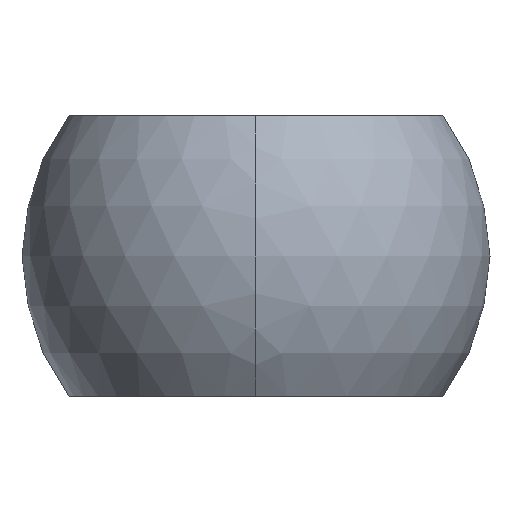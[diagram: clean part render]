
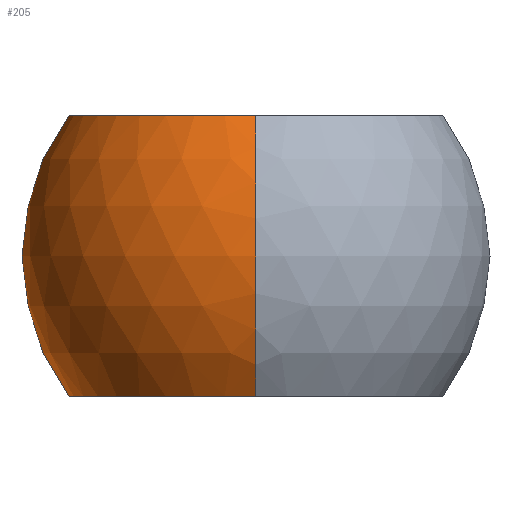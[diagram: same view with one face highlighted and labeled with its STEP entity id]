
A CAD part, left-side view. The second image highlights one B-rep face of the part: STEP entity #205.
In plain terms, the highlighted spherical face has radius 10 mm.
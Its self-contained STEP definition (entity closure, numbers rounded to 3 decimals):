
#167=VERTEX_POINT('',#361);
#179=VERTEX_POINT('',#376);
#187=EDGE_CURVE('',#179,#263,#385,.T.);
#201=EDGE_CURVE('',#167,#179,#401,.T.);
#205=ADVANCED_FACE('',(#406),#407,.T.);
#211=VERTEX_POINT('',#414);
#259=EDGE_CURVE('',#263,#211,#466,.T.);
#263=VERTEX_POINT('',#470);
#275=EDGE_CURVE('',#211,#167,#483,.T.);
#361=CARTESIAN_POINT('',(-8.0,0.,6.0));
#376=CARTESIAN_POINT('',(-8.0,0.,-6.0));
#385=CIRCLE('',#603,8.0);
#401=CIRCLE('',#626,10.0);
#406=FACE_OUTER_BOUND('',#631,.T.);
#407=SPHERICAL_SURFACE('',#632,10.0);
#414=CARTESIAN_POINT('',(7.66,2.308,6.0));
#466=CIRCLE('',#766,6.429);
#470=CARTESIAN_POINT('',(7.66,2.308,-6.0));
#483=CIRCLE('',#786,8.0);
#603=AXIS2_PLACEMENT_3D('',#912,#913,#914);
#626=AXIS2_PLACEMENT_3D('',#934,#935,#936);
#631=EDGE_LOOP('',(#946,#947,#948,#949));
#632=AXIS2_PLACEMENT_3D('',#950,#951,#952);
#766=AXIS2_PLACEMENT_3D('',#1015,#1016,#1017);
#786=AXIS2_PLACEMENT_3D('',#1033,#1034,#1035);
#912=CARTESIAN_POINT('',(0.0,0.0,-6.0));
#913=DIRECTION('',(-0.0,-0.0,-1.0));
#914=DIRECTION('',(0.0,-1.0,0.0));
#934=CARTESIAN_POINT('',(0.0,0.0,0.0));
#935=DIRECTION('',(0.,-1.0,0.0));
#936=DIRECTION('',(0.0,0.0,1.0));
#946=ORIENTED_EDGE('',*,*,#201,.F.);
#947=ORIENTED_EDGE('',*,*,#275,.F.);
#948=ORIENTED_EDGE('',*,*,#259,.F.);
#949=ORIENTED_EDGE('',*,*,#187,.F.);
#950=CARTESIAN_POINT('',(0.0,0.0,0.0));
#951=DIRECTION('',(0.0,0.0,1.0));
#952=DIRECTION('',(1.0,0.0,0.0));
#1015=CARTESIAN_POINT('',(7.66,0.0,0.0));
#1016=DIRECTION('',(1.0,0.0,0.0));
#1017=DIRECTION('',(0.0,1.0,0.0));
#1033=CARTESIAN_POINT('',(0.0,0.0,6.0));
#1034=DIRECTION('',(0.0,-0.0,1.0));
#1035=DIRECTION('',(0.0,1.0,0.0));
